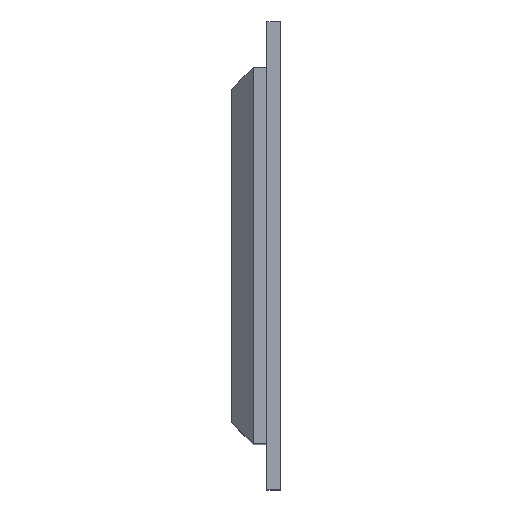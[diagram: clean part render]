
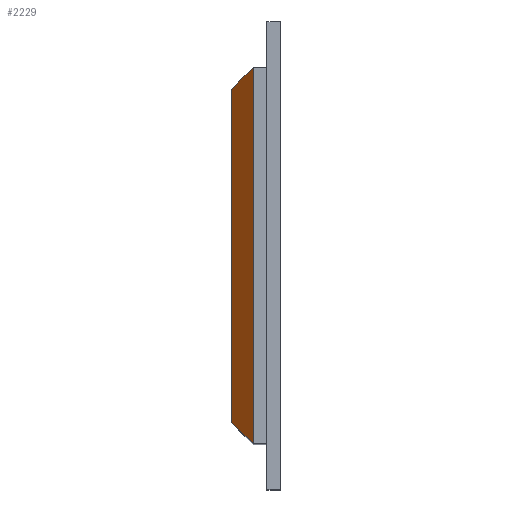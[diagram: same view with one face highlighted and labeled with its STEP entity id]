
A CAD part, top view. The second image highlights one B-rep face of the part: STEP entity #2229.
In plain terms, the highlighted planar face has unit normal (-0.707, 0, 0.707).
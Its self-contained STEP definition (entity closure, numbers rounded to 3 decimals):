
#302 = VERTEX_POINT ( 'NONE', #9870 ) ;
#767 = EDGE_CURVE ( 'NONE', #10820, #13918, #2853, .T. ) ;
#1091 = VERTEX_POINT ( 'NONE', #13125 ) ;
#1556 = ORIENTED_EDGE ( 'NONE', *, *, #767, .T. ) ;
#1594 = EDGE_CURVE ( 'NONE', #1091, #13918, #10309, .T. ) ;
#1659 = CARTESIAN_POINT ( 'NONE',  ( -15.24, 298.675, -15.24 ) ) ;
#1773 = EDGE_LOOP ( 'NONE', ( #4216, #13490, #1556, #12774 ) ) ;
#1921 = CARTESIAN_POINT ( 'NONE',  ( -15.24, 15.24, -15.24 ) ) ;
#2229 = ADVANCED_FACE ( 'NONE', ( #2312 ), #9311, .F. ) ;
#2312 = FACE_OUTER_BOUND ( 'NONE', #1773, .T. ) ;
#2853 = LINE ( 'NONE', #1659, #12422 ) ;
#3260 = LINE ( 'NONE', #7839, #9851 ) ;
#3511 = CARTESIAN_POINT ( 'NONE',  ( -15.24, 298.675, -15.24 ) ) ;
#4216 = ORIENTED_EDGE ( 'NONE', *, *, #5539, .F. ) ;
#4646 = DIRECTION ( 'NONE',  ( 0.707, 0., -0.707 ) ) ;
#5163 = DIRECTION ( 'NONE',  ( -0.577, -0.577, -0.577 ) ) ;
#5283 = VECTOR ( 'NONE', #13153, 1000. ) ;
#5539 = EDGE_CURVE ( 'NONE', #302, #1091, #14502, .T. ) ;
#5957 = EDGE_CURVE ( 'NONE', #302, #10820, #3260, .T. ) ;
#6900 = DIRECTION ( 'NONE',  ( -0.707, 0., -0.707 ) ) ;
#7839 = CARTESIAN_POINT ( 'NONE',  ( 1.515, 265.165, 1.515 ) ) ;
#9311 = PLANE ( 'NONE',  #9396 ) ;
#9396 = AXIS2_PLACEMENT_3D ( 'NONE', #3511, #4646, #6900 ) ;
#9851 = VECTOR ( 'NONE', #5163, 1000. ) ;
#9870 = CARTESIAN_POINT ( 'NONE',  ( 0., 263.65, 0. ) ) ;
#10159 = DIRECTION ( 'NONE',  ( -0.577, 0.577, -0.577 ) ) ;
#10309 = LINE ( 'NONE', #12268, #13367 ) ;
#10670 = DIRECTION ( 'NONE',  ( 0., -1., 0. ) ) ;
#10820 = VERTEX_POINT ( 'NONE', #11568 ) ;
#11568 = CARTESIAN_POINT ( 'NONE',  ( -15.24, 248.41, -15.24 ) ) ;
#12268 = CARTESIAN_POINT ( 'NONE',  ( 1.515, -1.515, 1.515 ) ) ;
#12422 = VECTOR ( 'NONE', #10670, 1000. ) ;
#12774 = ORIENTED_EDGE ( 'NONE', *, *, #1594, .F. ) ;
#13125 = CARTESIAN_POINT ( 'NONE',  ( 0., 0., 0. ) ) ;
#13153 = DIRECTION ( 'NONE',  ( 0., -1., 0. ) ) ;
#13367 = VECTOR ( 'NONE', #10159, 1000. ) ;
#13490 = ORIENTED_EDGE ( 'NONE', *, *, #5957, .T. ) ;
#13918 = VERTEX_POINT ( 'NONE', #1921 ) ;
#14502 = LINE ( 'NONE', #14575, #5283 ) ;
#14575 = CARTESIAN_POINT ( 'NONE',  ( 0., 298.675, 0. ) ) ;
